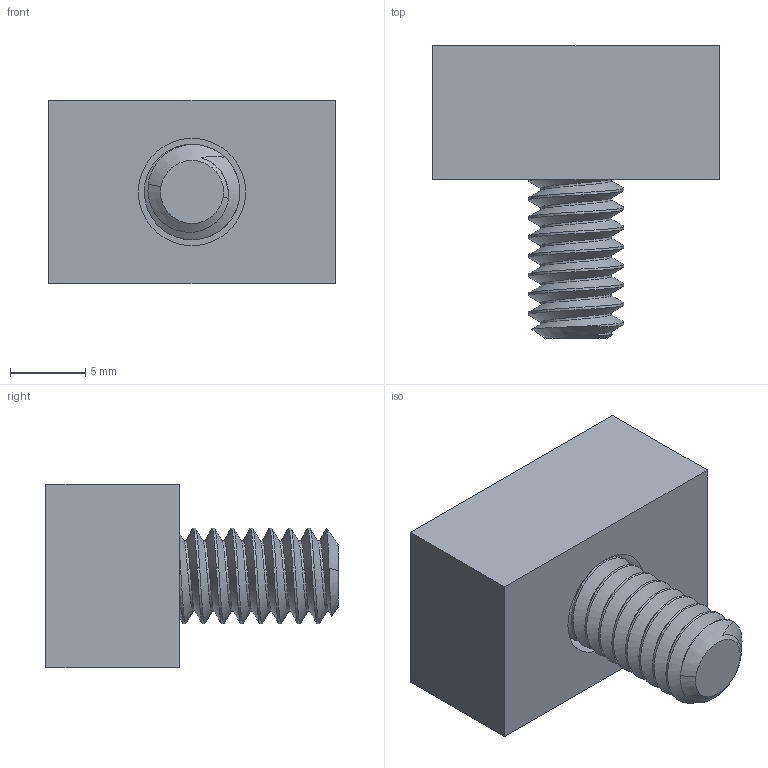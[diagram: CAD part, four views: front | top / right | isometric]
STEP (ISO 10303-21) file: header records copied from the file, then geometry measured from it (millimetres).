
FILE_DESCRIPTION (( 'STEP AP214' ), '1' );
FILE_NAME ('33110.STEP', '2018-04-17T13:07:24', ( 'Mike W' ), ( '' ), 'SwSTEP 2.0', 'SolidWorks 2017', '' );
FILE_SCHEMA (( 'AUTOMOTIVE_DESIGN' ));
Length unit declared in the file: inch
Products named in the file (3): 142012 SHCS_142012 SHCS; 331101C_331101C; 33110
Assembly tree (2 placements, depth 2):
  33110
    142012 SHCS_142012 SHCS
    331101C_331101C
Bounding box: 19.05 x 19.43 x 12.19 mm (x, y, z)
Volume: 2094.9 mm3; surface area: 1952.3 mm2
Topology: 2 solids, 2 shells, 79 faces, 200 edges, 128 vertices
Faces by surface type: cylinder 47, plane 17, cone 13, bspline 2
Entity records: 3620 total; most frequent: CARTESIAN_POINT 1823, ORIENTED_EDGE 400, DIRECTION 298, EDGE_CURVE 200, VERTEX_POINT 128, AXIS2_PLACEMENT_3D 111, EDGE_LOOP 84, ADVANCED_FACE 79
